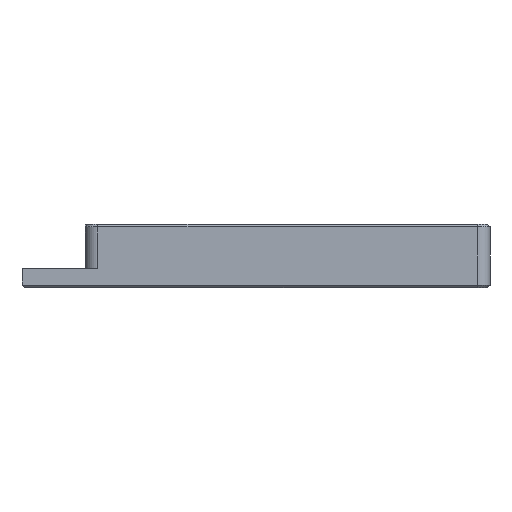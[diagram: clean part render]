
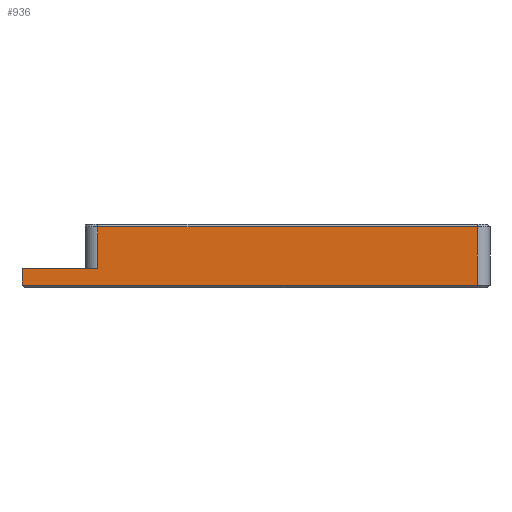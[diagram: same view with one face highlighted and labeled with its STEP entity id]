
A CAD part, left-side view. The second image highlights one B-rep face of the part: STEP entity #936.
In plain terms, the highlighted planar face has unit normal (-1, 0, 0).
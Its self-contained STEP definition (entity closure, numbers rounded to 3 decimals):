
#61 = CARTESIAN_POINT ( 'NONE',  ( -157.5, 18.5, 1.5 ) ) ;
#64 = ORIENTED_EDGE ( 'NONE', *, *, #2339, .T. ) ;
#88 = LINE ( 'NONE', #1777, #1056 ) ;
#102 = CARTESIAN_POINT ( 'NONE',  ( -157.5, -18.5, 0.2 ) ) ;
#321 = ORIENTED_EDGE ( 'NONE', *, *, #1055, .F. ) ;
#448 = ORIENTED_EDGE ( 'NONE', *, *, #812, .T. ) ;
#495 = CARTESIAN_POINT ( 'NONE',  ( -157.5, -17.5, 5. ) ) ;
#520 = LINE ( 'NONE', #495, #1974 ) ;
#544 = EDGE_CURVE ( 'NONE', #681, #880, #88, .T. ) ;
#547 = CARTESIAN_POINT ( 'NONE',  ( -157.5, -18.5, 5. ) ) ;
#557 = FACE_OUTER_BOUND ( 'NONE', #1487, .T. ) ;
#631 = CARTESIAN_POINT ( 'NONE',  ( -157.5, -17.5, 4.8 ) ) ;
#636 = DIRECTION ( 'NONE',  ( 0., 0., -1. ) ) ;
#653 = VECTOR ( 'NONE', #939, 1000. ) ;
#666 = LINE ( 'NONE', #61, #2247 ) ;
#681 = VERTEX_POINT ( 'NONE', #631 ) ;
#723 = LINE ( 'NONE', #1592, #1153 ) ;
#809 = ORIENTED_EDGE ( 'NONE', *, *, #1625, .T. ) ;
#812 = EDGE_CURVE ( 'NONE', #938, #681, #520, .T. ) ;
#839 = ORIENTED_EDGE ( 'NONE', *, *, #544, .T. ) ;
#880 = VERTEX_POINT ( 'NONE', #1991 ) ;
#936 = ADVANCED_FACE ( 'NONE', ( #557 ), #979, .F. ) ;
#938 = VERTEX_POINT ( 'NONE', #1878 ) ;
#939 = DIRECTION ( 'NONE',  ( 0., -1., 0. ) ) ;
#979 = PLANE ( 'NONE',  #1133 ) ;
#1055 = EDGE_CURVE ( 'NONE', #1711, #1203, #666, .T. ) ;
#1056 = VECTOR ( 'NONE', #1548, 1000. ) ;
#1133 = AXIS2_PLACEMENT_3D ( 'NONE', #547, #1175, #636 ) ;
#1151 = LINE ( 'NONE', #102, #653 ) ;
#1153 = VECTOR ( 'NONE', #2627, 1000. ) ;
#1175 = DIRECTION ( 'NONE',  ( 1., 0., 0. ) ) ;
#1187 = VECTOR ( 'NONE', #2468, 1000. ) ;
#1203 = VERTEX_POINT ( 'NONE', #2227 ) ;
#1205 = LINE ( 'NONE', #1636, #1187 ) ;
#1258 = VERTEX_POINT ( 'NONE', #2656 ) ;
#1437 = EDGE_CURVE ( 'NONE', #880, #1203, #1205, .T. ) ;
#1487 = EDGE_LOOP ( 'NONE', ( #64, #809, #448, #839, #2658, #321 ) ) ;
#1548 = DIRECTION ( 'NONE',  ( 0., 1., 0. ) ) ;
#1592 = CARTESIAN_POINT ( 'NONE',  ( -157.5, 18.5, 5. ) ) ;
#1625 = EDGE_CURVE ( 'NONE', #1258, #938, #1151, .T. ) ;
#1636 = CARTESIAN_POINT ( 'NONE',  ( -157.5, 12.5, 5. ) ) ;
#1711 = VERTEX_POINT ( 'NONE', #2265 ) ;
#1735 = DIRECTION ( 'NONE',  ( 0., -1., 0. ) ) ;
#1777 = CARTESIAN_POINT ( 'NONE',  ( -157.5, 12.5, 4.8 ) ) ;
#1878 = CARTESIAN_POINT ( 'NONE',  ( -157.5, -17.5, 0.2 ) ) ;
#1974 = VECTOR ( 'NONE', #2417, 1000. ) ;
#1991 = CARTESIAN_POINT ( 'NONE',  ( -157.5, 12.5, 4.8 ) ) ;
#2227 = CARTESIAN_POINT ( 'NONE',  ( -157.5, 12.5, 1.5 ) ) ;
#2247 = VECTOR ( 'NONE', #1735, 1000. ) ;
#2265 = CARTESIAN_POINT ( 'NONE',  ( -157.5, 18.5, 1.5 ) ) ;
#2339 = EDGE_CURVE ( 'NONE', #1711, #1258, #723, .T. ) ;
#2417 = DIRECTION ( 'NONE',  ( 0., 0., 1. ) ) ;
#2468 = DIRECTION ( 'NONE',  ( 0., 0., -1. ) ) ;
#2627 = DIRECTION ( 'NONE',  ( 0., 0., -1. ) ) ;
#2656 = CARTESIAN_POINT ( 'NONE',  ( -157.5, 18.5, 0.2 ) ) ;
#2658 = ORIENTED_EDGE ( 'NONE', *, *, #1437, .T. ) ;
